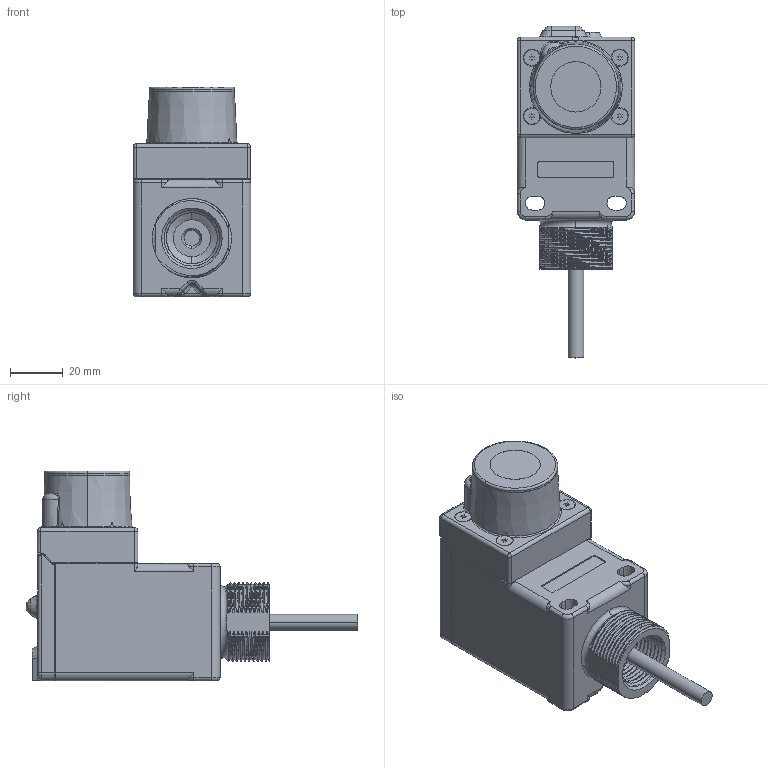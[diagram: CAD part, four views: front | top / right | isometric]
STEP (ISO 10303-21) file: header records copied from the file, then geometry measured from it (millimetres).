
FILE_DESCRIPTION((''),'2;1');
FILE_NAME('156714_SW','2012-01-24T',('banengservice'),('BANNER ENGINEERING'),'PRO/ENGINEER BY PARAMETRIC TECHNOLOGY CORPORATION, 2009141','PRO/ENGINEER BY PARAMETRIC TECHNOLOGY CORPORATION, 2009141','');
FILE_SCHEMA(('CONFIG_CONTROL_DESIGN'));
Products named in the file (1): 156714_SW
Bounding box: 44.53 x 125.61 x 79.43 mm (x, y, z)
Volume: 87588.2 mm3; surface area: 55823.5 mm2
Topology: 2 solids, 3 shells, 1133 faces, 2943 edges, 1804 vertices
Faces by surface type: plane 412, cylinder 393, bspline 159, torus 80, cone 48, sphere 41
Entity records: 51321 total; most frequent: CARTESIAN_POINT 24490, ORIENTED_EDGE 5846, DIRECTION 5291, EDGE_CURVE 2923, AXIS2_PLACEMENT_3D 1862, VERTEX_POINT 1804, VECTOR 1567, LINE 1567
